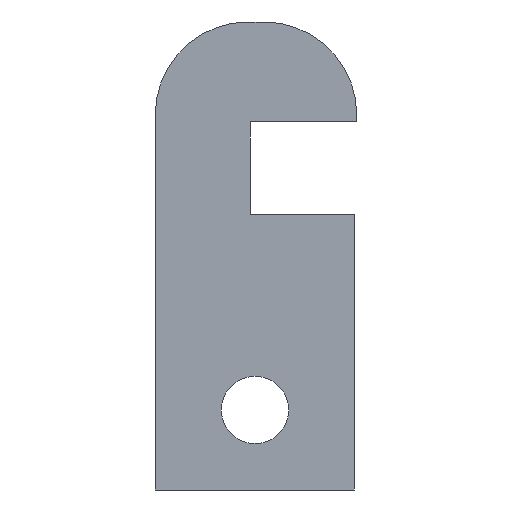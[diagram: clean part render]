
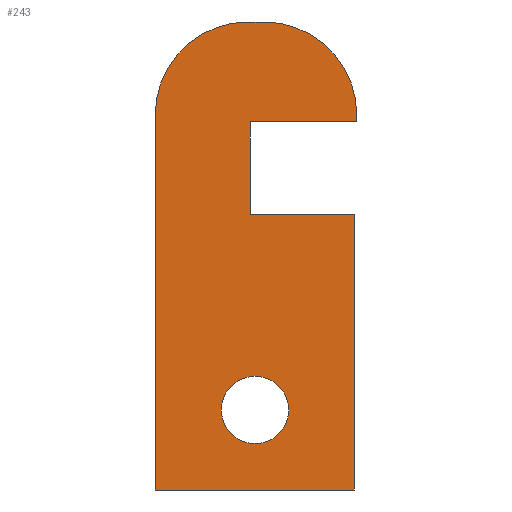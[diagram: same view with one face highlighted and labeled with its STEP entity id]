
A CAD part, left-side view. The second image highlights one B-rep face of the part: STEP entity #243.
In plain terms, the highlighted planar face has unit normal (-1, 0, 0).
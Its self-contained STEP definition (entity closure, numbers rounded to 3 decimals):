
#16=FACE_BOUND('',#46,.T.);
#20=PLANE('',#274);
#31=FACE_OUTER_BOUND('',#45,.T.);
#45=EDGE_LOOP('',(#193,#194,#195,#196,#197,#198,#199,#200,#201,#202));
#46=EDGE_LOOP('',(#203));
#65=LINE('',#384,#92);
#68=LINE('',#389,#95);
#69=LINE('',#392,#96);
#70=LINE('',#394,#97);
#71=LINE('',#396,#98);
#72=LINE('',#398,#99);
#73=LINE('',#400,#100);
#74=LINE('',#402,#101);
#92=VECTOR('',#311,0.1);
#95=VECTOR('',#316,10.);
#96=VECTOR('',#319,0.1);
#97=VECTOR('',#320,10.);
#98=VECTOR('',#321,0.1);
#99=VECTOR('',#322,0.1);
#100=VECTOR('',#323,0.1);
#101=VECTOR('',#324,0.1);
#109=CIRCLE('',#267,2.);
#113=CIRCLE('',#275,2.);
#114=CIRCLE('',#276,0.725);
#115=VERTEX_POINT('',#354);
#116=VERTEX_POINT('',#355);
#128=VERTEX_POINT('',#383);
#129=VERTEX_POINT('',#387);
#130=VERTEX_POINT('',#391);
#131=VERTEX_POINT('',#393);
#132=VERTEX_POINT('',#395);
#133=VERTEX_POINT('',#397);
#134=VERTEX_POINT('',#399);
#135=VERTEX_POINT('',#401);
#136=VERTEX_POINT('',#404);
#137=EDGE_CURVE('',#115,#116,#109,.T.);
#151=EDGE_CURVE('',#128,#116,#65,.T.);
#154=EDGE_CURVE('',#129,#115,#68,.T.);
#155=EDGE_CURVE('',#130,#129,#69,.T.);
#156=EDGE_CURVE('',#130,#131,#70,.F.);
#157=EDGE_CURVE('',#131,#132,#71,.T.);
#158=EDGE_CURVE('',#132,#133,#72,.T.);
#159=EDGE_CURVE('',#134,#133,#73,.T.);
#160=EDGE_CURVE('',#134,#135,#74,.F.);
#161=EDGE_CURVE('',#128,#135,#113,.T.);
#162=EDGE_CURVE('',#136,#136,#114,.T.);
#193=ORIENTED_EDGE('',*,*,#137,.F.);
#194=ORIENTED_EDGE('',*,*,#154,.F.);
#195=ORIENTED_EDGE('',*,*,#155,.F.);
#196=ORIENTED_EDGE('',*,*,#156,.T.);
#197=ORIENTED_EDGE('',*,*,#157,.T.);
#198=ORIENTED_EDGE('',*,*,#158,.T.);
#199=ORIENTED_EDGE('',*,*,#159,.F.);
#200=ORIENTED_EDGE('',*,*,#160,.T.);
#201=ORIENTED_EDGE('',*,*,#161,.F.);
#202=ORIENTED_EDGE('',*,*,#151,.T.);
#203=ORIENTED_EDGE('',*,*,#162,.T.);
#243=ADVANCED_FACE('',(#31,#16),#20,.T.);
#267=AXIS2_PLACEMENT_3D('',#356,#289,#290);
#274=AXIS2_PLACEMENT_3D('',#390,#317,#318);
#275=AXIS2_PLACEMENT_3D('',#403,#325,#326);
#276=AXIS2_PLACEMENT_3D('',#405,#327,#328);
#289=DIRECTION('center_axis',(1.,0.,0.));
#290=DIRECTION('ref_axis',(0.,0.707,0.707));
#311=DIRECTION('',(0.,1.,0.));
#316=DIRECTION('',(0.,0.,1.));
#317=DIRECTION('center_axis',(-1.,0.,0.));
#318=DIRECTION('ref_axis',(0.,0.,1.));
#319=DIRECTION('',(0.,1.,0.));
#320=DIRECTION('',(0.,0.,-1.));
#321=DIRECTION('',(0.,1.,0.));
#322=DIRECTION('',(0.,0.,1.));
#323=DIRECTION('',(0.,1.,0.));
#324=DIRECTION('',(0.,0.,-1.));
#325=DIRECTION('center_axis',(1.,0.,0.));
#326=DIRECTION('ref_axis',(0.,-0.707,0.707));
#327=DIRECTION('center_axis',(1.,0.,0.));
#328=DIRECTION('ref_axis',(0.,1.,0.));
#354=CARTESIAN_POINT('',(1373.697,282.054,702.156));
#355=CARTESIAN_POINT('',(1373.697,280.054,704.156));
#356=CARTESIAN_POINT('Origin',(1373.697,280.054,702.156));
#383=CARTESIAN_POINT('',(1373.697,279.704,704.156));
#384=CARTESIAN_POINT('',(1373.697,280.234,704.156));
#387=CARTESIAN_POINT('',(1373.697,282.054,694.056));
#389=CARTESIAN_POINT('',(1373.697,282.054,698.891));
#390=CARTESIAN_POINT('Origin',(1373.697,279.506,694.056));
#391=CARTESIAN_POINT('',(1373.697,277.754,694.056));
#392=CARTESIAN_POINT('',(1373.697,280.727,694.056));
#393=CARTESIAN_POINT('',(1373.697,277.754,700.));
#394=CARTESIAN_POINT('',(1373.697,277.754,694.056));
#395=CARTESIAN_POINT('',(1373.697,280.,700.));
#396=CARTESIAN_POINT('',(1373.697,278.234,700.));
#397=CARTESIAN_POINT('',(1373.697,280.,702.));
#398=CARTESIAN_POINT('',(1373.697,280.,700.));
#399=CARTESIAN_POINT('',(1373.697,277.704,702.));
#400=CARTESIAN_POINT('',(1373.697,278.234,702.));
#401=CARTESIAN_POINT('',(1373.697,277.704,702.156));
#402=CARTESIAN_POINT('',(1373.697,277.704,698.028));
#403=CARTESIAN_POINT('Origin',(1373.697,279.704,702.156));
#404=CARTESIAN_POINT('',(1373.697,279.175,695.783));
#405=CARTESIAN_POINT('Origin',(1373.697,279.9,695.783));
